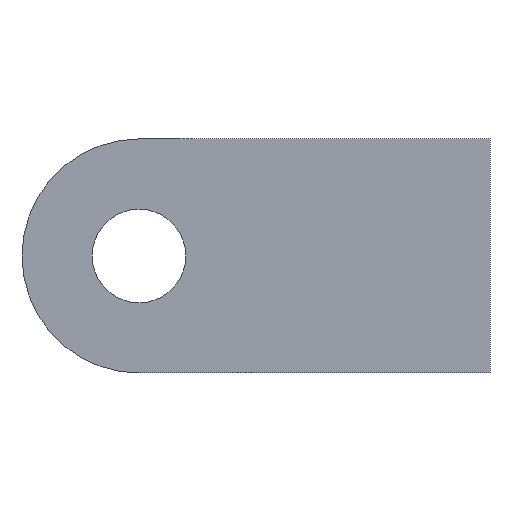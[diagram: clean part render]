
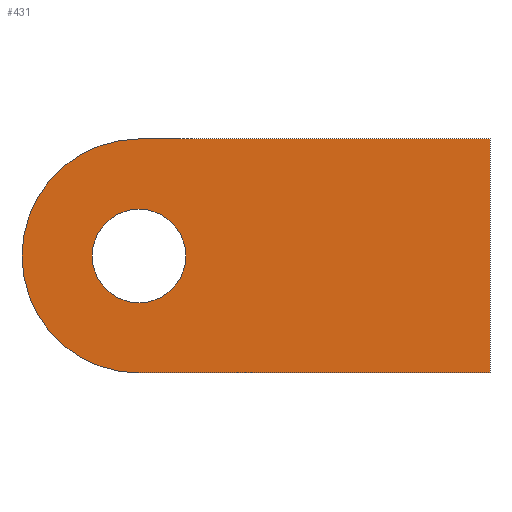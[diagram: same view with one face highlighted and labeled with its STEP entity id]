
A CAD part, front view. The second image highlights one B-rep face of the part: STEP entity #431.
In plain terms, the highlighted planar face has unit normal (0, -1, 0).
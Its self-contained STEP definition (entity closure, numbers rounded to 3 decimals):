
#19=CIRCLE('',#464,1.6);
#20=CIRCLE('',#467,4.);
#25=FACE_BOUND('',#74,.T.);
#47=FACE_OUTER_BOUND('',#73,.T.);
#73=EDGE_LOOP('',(#385,#386,#387,#388));
#74=EDGE_LOOP('',(#389));
#121=LINE('',#682,#174);
#125=LINE('',#691,#178);
#127=LINE('',#694,#180);
#174=VECTOR('',#560,10.);
#178=VECTOR('',#570,10.);
#180=VECTOR('',#574,10.);
#214=VERTEX_POINT('',#676);
#215=VERTEX_POINT('',#680);
#216=VERTEX_POINT('',#681);
#217=VERTEX_POINT('',#686);
#218=VERTEX_POINT('',#690);
#267=EDGE_CURVE('',#214,#214,#19,.T.);
#268=EDGE_CURVE('',#215,#216,#121,.T.);
#271=EDGE_CURVE('',#217,#215,#20,.T.);
#273=EDGE_CURVE('',#218,#217,#125,.T.);
#275=EDGE_CURVE('',#216,#218,#127,.T.);
#385=ORIENTED_EDGE('',*,*,#275,.F.);
#386=ORIENTED_EDGE('',*,*,#268,.F.);
#387=ORIENTED_EDGE('',*,*,#271,.F.);
#388=ORIENTED_EDGE('',*,*,#273,.F.);
#389=ORIENTED_EDGE('',*,*,#267,.F.);
#409=PLANE('',#471);
#431=ADVANCED_FACE('',(#47,#25),#409,.F.);
#464=AXIS2_PLACEMENT_3D('',#678,#556,#557);
#467=AXIS2_PLACEMENT_3D('',#687,#565,#566);
#471=AXIS2_PLACEMENT_3D('',#696,#577,#578);
#556=DIRECTION('center_axis',(0.,-1.,0.));
#557=DIRECTION('ref_axis',(1.,0.,0.));
#560=DIRECTION('',(1.,0.,0.));
#565=DIRECTION('center_axis',(0.,1.,0.));
#566=DIRECTION('ref_axis',(1.,0.,0.));
#570=DIRECTION('',(-1.,0.,0.));
#574=DIRECTION('',(0.,0.,-1.));
#577=DIRECTION('center_axis',(0.,1.,0.));
#578=DIRECTION('ref_axis',(1.,0.,0.));
#676=CARTESIAN_POINT('',(-1.6,0.,0.));
#678=CARTESIAN_POINT('Origin',(0.,0.,0.));
#680=CARTESIAN_POINT('',(0.,0.,4.));
#681=CARTESIAN_POINT('',(12.,0.,4.));
#682=CARTESIAN_POINT('',(0.,0.,4.));
#686=CARTESIAN_POINT('',(0.,0.,-4.));
#687=CARTESIAN_POINT('Origin',(0.,0.,0.));
#690=CARTESIAN_POINT('',(12.,0.,-4.));
#691=CARTESIAN_POINT('',(12.,0.,-4.));
#694=CARTESIAN_POINT('',(12.,0.,0.));
#696=CARTESIAN_POINT('Origin',(4.,0.,0.));
